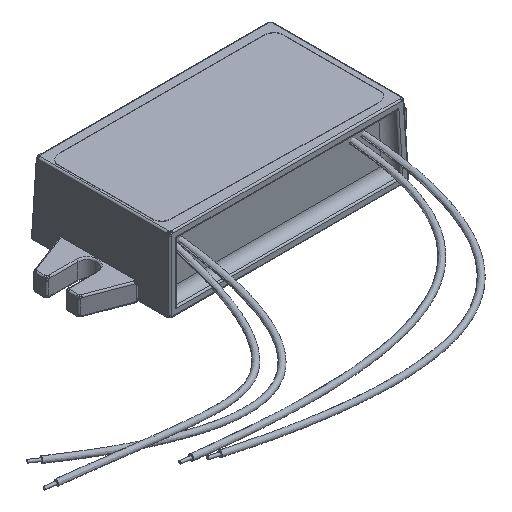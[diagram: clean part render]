
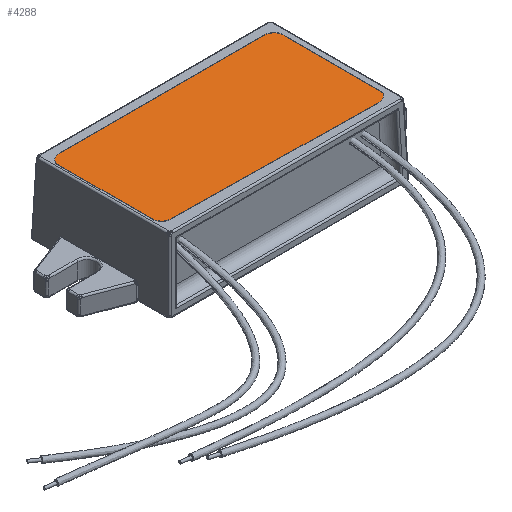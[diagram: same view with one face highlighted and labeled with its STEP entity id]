
A CAD part, isometric view. The second image highlights one B-rep face of the part: STEP entity #4288.
In plain terms, the highlighted planar face has unit normal (0, 0, 1).
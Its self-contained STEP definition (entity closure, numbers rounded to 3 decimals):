
#102=LINE('',#9410,#238);
#106=LINE('',#9422,#242);
#110=LINE('',#9434,#246);
#114=LINE('',#9446,#250);
#238=VECTOR('',#5417,10.);
#242=VECTOR('',#5429,10.);
#246=VECTOR('',#5441,10.);
#250=VECTOR('',#5453,10.);
#464=PLANE('',#4710);
#595=FACE_OUTER_BOUND('',#884,.T.);
#884=EDGE_LOOP('',(#3147,#3148,#3149,#3150,#3151,#3152,#3153,#3154));
#1338=CIRCLE('',#4697,2.406);
#1340=CIRCLE('',#4701,1.787);
#1342=CIRCLE('',#4705,2.277);
#1344=CIRCLE('',#4709,1.781);
#1718=VERTEX_POINT('',#9407);
#1719=VERTEX_POINT('',#9409);
#1721=VERTEX_POINT('',#9415);
#1723=VERTEX_POINT('',#9421);
#1725=VERTEX_POINT('',#9427);
#1727=VERTEX_POINT('',#9433);
#1729=VERTEX_POINT('',#9439);
#1731=VERTEX_POINT('',#9445);
#2220=EDGE_CURVE('',#1719,#1718,#102,.T.);
#2223=EDGE_CURVE('',#1721,#1719,#1338,.T.);
#2226=EDGE_CURVE('',#1723,#1721,#106,.T.);
#2229=EDGE_CURVE('',#1725,#1723,#1340,.T.);
#2232=EDGE_CURVE('',#1727,#1725,#110,.T.);
#2235=EDGE_CURVE('',#1729,#1727,#1342,.T.);
#2238=EDGE_CURVE('',#1731,#1729,#114,.T.);
#2241=EDGE_CURVE('',#1718,#1731,#1344,.T.);
#3147=ORIENTED_EDGE('',*,*,#2241,.T.);
#3148=ORIENTED_EDGE('',*,*,#2238,.T.);
#3149=ORIENTED_EDGE('',*,*,#2235,.T.);
#3150=ORIENTED_EDGE('',*,*,#2232,.T.);
#3151=ORIENTED_EDGE('',*,*,#2229,.T.);
#3152=ORIENTED_EDGE('',*,*,#2226,.T.);
#3153=ORIENTED_EDGE('',*,*,#2223,.T.);
#3154=ORIENTED_EDGE('',*,*,#2220,.T.);
#4288=ADVANCED_FACE('',(#595),#464,.T.);
#4697=AXIS2_PLACEMENT_3D('',#9416,#5423,#5424);
#4701=AXIS2_PLACEMENT_3D('',#9428,#5435,#5436);
#4705=AXIS2_PLACEMENT_3D('',#9440,#5447,#5448);
#4709=AXIS2_PLACEMENT_3D('',#9450,#5459,#5460);
#4710=AXIS2_PLACEMENT_3D('',#9451,#5461,#5462);
#5417=DIRECTION('',(0.,1.,0.));
#5423=DIRECTION('center_axis',(0.,0.,1.));
#5424=DIRECTION('ref_axis',(-0.015,-1.,0.));
#5429=DIRECTION('',(1.,-0.015,0.));
#5435=DIRECTION('center_axis',(0.,0.,1.));
#5436=DIRECTION('ref_axis',(-1.,0.007,0.));
#5441=DIRECTION('',(0.,-1.,0.));
#5447=DIRECTION('center_axis',(0.,0.,1.));
#5448=DIRECTION('ref_axis',(0.,1.,0.));
#5453=DIRECTION('',(-1.,0.,0.));
#5459=DIRECTION('center_axis',(0.,0.,1.));
#5460=DIRECTION('ref_axis',(0.992,-0.13,0.));
#5461=DIRECTION('center_axis',(0.,0.,1.));
#5462=DIRECTION('ref_axis',(-1.,0.,0.));
#9407=CARTESIAN_POINT('',(21.443,9.028,14.05));
#9409=CARTESIAN_POINT('',(21.443,-10.001,14.05));
#9410=CARTESIAN_POINT('',(21.443,9.028,14.05));
#9415=CARTESIAN_POINT('',(19.27,-11.303,14.05));
#9416=CARTESIAN_POINT('Origin',(19.306,-8.897,14.05));
#9421=CARTESIAN_POINT('',(-20.272,-10.711,14.05));
#9422=CARTESIAN_POINT('',(19.27,-11.303,14.05));
#9427=CARTESIAN_POINT('',(-22.031,-8.912,14.05));
#9428=CARTESIAN_POINT('Origin',(-20.245,-8.925,14.05));
#9433=CARTESIAN_POINT('',(-22.031,9.72,14.05));
#9434=CARTESIAN_POINT('',(-22.031,-8.912,14.05));
#9439=CARTESIAN_POINT('',(-19.965,11.04,14.05));
#9440=CARTESIAN_POINT('Origin',(-19.965,8.762,14.05));
#9445=CARTESIAN_POINT('',(19.678,11.04,14.05));
#9446=CARTESIAN_POINT('',(-19.965,11.04,14.05));
#9450=CARTESIAN_POINT('Origin',(19.678,9.259,14.05));
#9451=CARTESIAN_POINT('Origin',(-0.287,-0.132,14.05));
